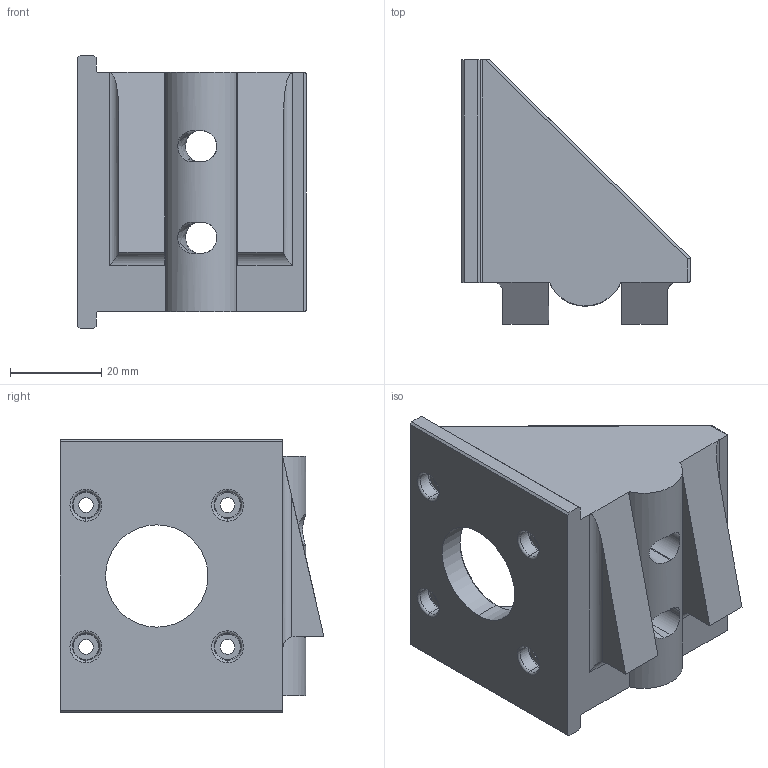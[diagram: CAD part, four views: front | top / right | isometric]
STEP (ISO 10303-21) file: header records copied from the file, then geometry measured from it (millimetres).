
FILE_DESCRIPTION (( 'STEP AP214' ), '1' );
FILE_NAME ('motor_faceplate.STEP', '2021-01-13T20:49:10', ( '' ), ( '' ), 'SwSTEP 2.0', 'SolidWorks 2019', '' );
FILE_SCHEMA (( 'AUTOMOTIVE_DESIGN' ));
Length unit declared in the file: millimetre
Products named in the file (1): motor_faceplate
Bounding box: 50 x 57.72 x 59.8 mm (x, y, z)
Volume: 39431.5 mm3; surface area: 16966.1 mm2
Topology: 1 solids, 1 shells, 122 faces, 324 edges, 207 vertices
Faces by surface type: cylinder 48, plane 41, torus 22, bspline 9, cone 2
Entity records: 4532 total; most frequent: CARTESIAN_POINT 1542, ORIENTED_EDGE 648, DIRECTION 585, EDGE_CURVE 324, AXIS2_PLACEMENT_3D 223, VERTEX_POINT 207, EDGE_LOOP 139, VECTOR 139
